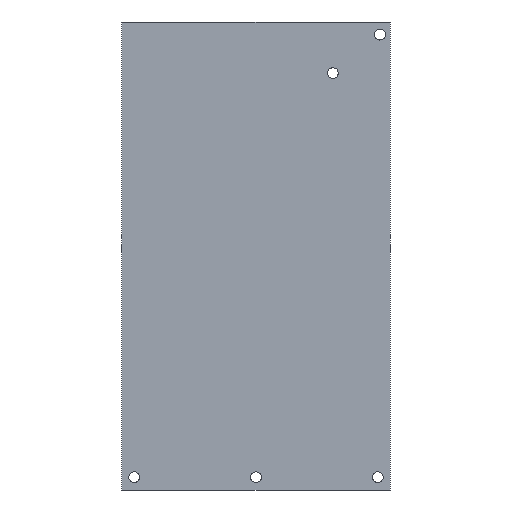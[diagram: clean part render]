
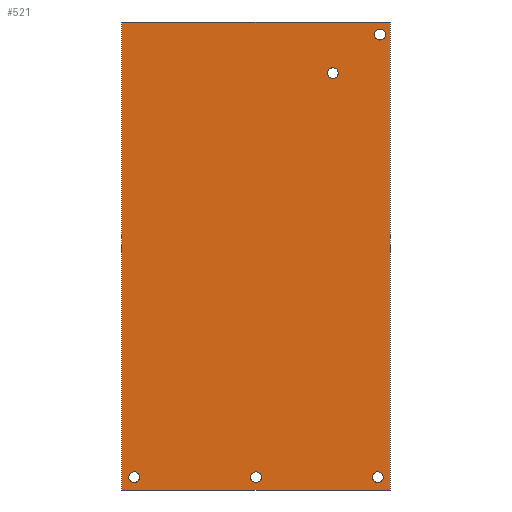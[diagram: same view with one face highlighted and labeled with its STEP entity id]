
A CAD part, front view. The second image highlights one B-rep face of the part: STEP entity #521.
In plain terms, the highlighted planar face has unit normal (0, -1, 0).
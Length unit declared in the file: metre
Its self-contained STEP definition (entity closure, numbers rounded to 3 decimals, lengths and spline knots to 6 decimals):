
#29=LINE('',#795,#74);
#33=LINE('',#804,#78);
#36=LINE('',#810,#81);
#39=LINE('',#816,#84);
#74=VECTOR('',#636,1.);
#78=VECTOR('',#642,1.);
#81=VECTOR('',#647,1.);
#84=VECTOR('',#652,1.);
#140=ORIENTED_EDGE('',*,*,#274,.T.);
#141=ORIENTED_EDGE('',*,*,#275,.T.);
#142=ORIENTED_EDGE('',*,*,#276,.T.);
#143=ORIENTED_EDGE('',*,*,#277,.T.);
#144=ORIENTED_EDGE('',*,*,#278,.T.);
#145=ORIENTED_EDGE('',*,*,#262,.T.);
#146=ORIENTED_EDGE('',*,*,#272,.T.);
#147=ORIENTED_EDGE('',*,*,#269,.F.);
#148=ORIENTED_EDGE('',*,*,#266,.F.);
#262=EDGE_CURVE('',#331,#332,#29,.T.);
#266=EDGE_CURVE('',#331,#335,#33,.T.);
#269=EDGE_CURVE('',#335,#337,#36,.T.);
#272=EDGE_CURVE('',#332,#337,#39,.T.);
#274=EDGE_CURVE('',#339,#339,#376,.T.);
#275=EDGE_CURVE('',#340,#340,#377,.T.);
#276=EDGE_CURVE('',#341,#341,#378,.T.);
#277=EDGE_CURVE('',#342,#342,#379,.T.);
#278=EDGE_CURVE('',#343,#343,#380,.T.);
#331=VERTEX_POINT('',#796);
#332=VERTEX_POINT('',#797);
#335=VERTEX_POINT('',#805);
#337=VERTEX_POINT('',#811);
#339=VERTEX_POINT('',#820);
#340=VERTEX_POINT('',#822);
#341=VERTEX_POINT('',#824);
#342=VERTEX_POINT('',#826);
#343=VERTEX_POINT('',#828);
#376=CIRCLE('',#571,0.002);
#377=CIRCLE('',#572,0.002);
#378=CIRCLE('',#573,0.002);
#379=CIRCLE('',#574,0.002);
#380=CIRCLE('',#575,0.002);
#401=EDGE_LOOP('',(#140));
#402=EDGE_LOOP('',(#141));
#403=EDGE_LOOP('',(#142));
#404=EDGE_LOOP('',(#143));
#405=EDGE_LOOP('',(#144));
#406=EDGE_LOOP('',(#145,#146,#147,#148));
#452=FACE_BOUND('',#401,.T.);
#453=FACE_BOUND('',#402,.T.);
#454=FACE_BOUND('',#403,.T.);
#455=FACE_BOUND('',#404,.T.);
#456=FACE_BOUND('',#405,.T.);
#457=FACE_BOUND('',#406,.T.);
#502=PLANE('',#570);
#521=ADVANCED_FACE('',(#452,#453,#454,#455,#456,#457),#502,.F.);
#570=AXIS2_PLACEMENT_3D('',#818,#654,#655);
#571=AXIS2_PLACEMENT_3D('',#819,#656,#657);
#572=AXIS2_PLACEMENT_3D('',#821,#658,#659);
#573=AXIS2_PLACEMENT_3D('',#823,#660,#661);
#574=AXIS2_PLACEMENT_3D('',#825,#662,#663);
#575=AXIS2_PLACEMENT_3D('',#827,#664,#665);
#636=DIRECTION('',(0.,0.,-1.));
#642=DIRECTION('',(1.,0.,0.));
#647=DIRECTION('',(0.,0.,-1.));
#652=DIRECTION('',(1.,0.,0.));
#654=DIRECTION('',(0.,1.,0.));
#655=DIRECTION('',(1.,0.,0.));
#656=DIRECTION('',(0.,1.,0.));
#657=DIRECTION('',(1.,0.,0.));
#658=DIRECTION('',(0.,1.,0.));
#659=DIRECTION('',(1.,0.,0.));
#660=DIRECTION('',(0.,1.,0.));
#661=DIRECTION('',(1.,0.,0.));
#662=DIRECTION('',(0.,1.,0.));
#663=DIRECTION('',(1.,0.,0.));
#664=DIRECTION('',(0.,1.,0.));
#665=DIRECTION('',(1.,0.,0.));
#795=CARTESIAN_POINT('',(-0.05,0.,0.));
#796=CARTESIAN_POINT('',(-0.05,0.,0.087));
#797=CARTESIAN_POINT('',(-0.05,0.,-0.087));
#804=CARTESIAN_POINT('',(0.,0.,0.087));
#805=CARTESIAN_POINT('',(0.05,0.,0.087));
#810=CARTESIAN_POINT('',(0.05,0.,0.));
#811=CARTESIAN_POINT('',(0.05,0.,-0.087));
#816=CARTESIAN_POINT('',(0.,0.,-0.087));
#818=CARTESIAN_POINT('',(0.,0.,0.));
#819=CARTESIAN_POINT('',(0.0461,0.,0.0823));
#820=CARTESIAN_POINT('',(0.0481,0.,0.0823));
#821=CARTESIAN_POINT('',(0.0286,0.,0.068));
#822=CARTESIAN_POINT('',(0.0306,0.,0.068));
#823=CARTESIAN_POINT('',(0.04525,0.,-0.08225));
#824=CARTESIAN_POINT('',(0.04725,0.,-0.08225));
#825=CARTESIAN_POINT('',(0.,0.,-0.08225));
#826=CARTESIAN_POINT('',(0.002,0.,-0.08225));
#827=CARTESIAN_POINT('',(-0.04525,0.,-0.08225));
#828=CARTESIAN_POINT('',(-0.04325,0.,-0.08225));
